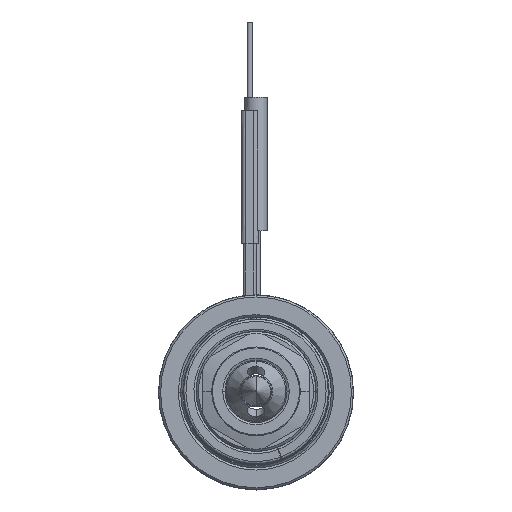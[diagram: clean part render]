
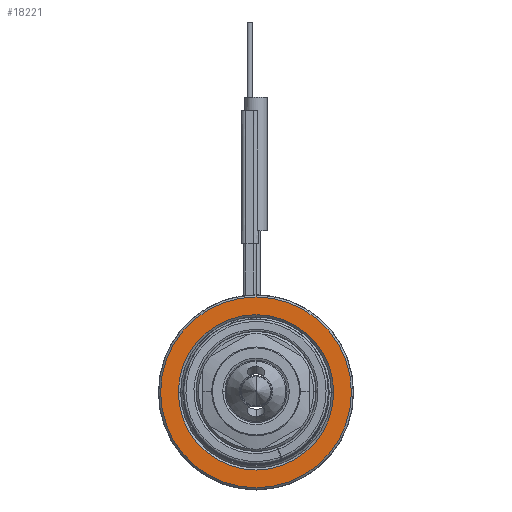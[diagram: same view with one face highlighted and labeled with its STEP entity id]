
A CAD part, top view. The second image highlights one B-rep face of the part: STEP entity #18221.
In plain terms, the highlighted planar face has unit normal (0, 0, 1).
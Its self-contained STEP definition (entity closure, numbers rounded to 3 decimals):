
#6856=CARTESIAN_POINT('',(0.,0.,40.));
#6857=DIRECTION('',(0.,0.,-1.));
#6858=DIRECTION('',(-1.,0.,0.));
#6859=AXIS2_PLACEMENT_3D('',#6856,#6857,#6858);
#6870=CARTESIAN_POINT('',(0.,0.,
40.));
#6871=DIRECTION('',(0.,0.,-1.));
#6872=DIRECTION('',(1.,0.,0.));
#6873=AXIS2_PLACEMENT_3D('',#6870,#6871,#6872);
#6884=CARTESIAN_POINT('',(0.,0.,
40.));
#6885=DIRECTION('',(0.,0.,-1.));
#6886=DIRECTION('',(1.,0.,0.));
#6887=AXIS2_PLACEMENT_3D('',#6884,#6885,#6886);
#6898=CARTESIAN_POINT('',(0.,0.,
40.));
#6899=DIRECTION('',(0.,0.,-1.));
#6900=DIRECTION('',(-1.,0.,0.));
#6901=AXIS2_PLACEMENT_3D('',#6898,#6899,#6900);
#7108=CARTESIAN_POINT('',(21.5,0.,40.));
#7109=CARTESIAN_POINT('',(-21.5,0.,40.));
#7110=VERTEX_POINT('',#7108);
#7111=VERTEX_POINT('',#7109);
#7112=CARTESIAN_POINT('',(17.5,0.,40.));
#7113=CARTESIAN_POINT('',(-17.5,0.,40.));
#7114=VERTEX_POINT('',#7112);
#7115=VERTEX_POINT('',#7113);
#18206=CARTESIAN_POINT('',(0.,0.,40.));
#18207=DIRECTION('',(0.,0.,1.));
#18208=DIRECTION('',(-1.,0.,0.));
#18209=AXIS2_PLACEMENT_3D('',#18206,#18207,#18208);
#18210=PLANE('',#18209);
#18211=ORIENTED_EDGE('',*,*,#18188,.T.);
#18212=ORIENTED_EDGE('',*,*,#18173,.T.);
#18213=EDGE_LOOP('',(#18211,#18212));
#18214=FACE_OUTER_BOUND('',#18213,.F.);
#18216=ORIENTED_EDGE('',*,*,#18215,.F.);
#18218=ORIENTED_EDGE('',*,*,#18217,.F.);
#18219=EDGE_LOOP('',(#18216,#18218));
#18220=FACE_BOUND('',#18219,.F.);
#6860=CIRCLE('',#6859,21.5);
#6874=CIRCLE('',#6873,21.5);
#6888=CIRCLE('',#6887,17.5);
#6902=CIRCLE('',#6901,17.5);
#18173=EDGE_CURVE('',#7111,#7110,#6860,.T.);
#18188=EDGE_CURVE('',#7110,#7111,#6874,.T.);
#18215=EDGE_CURVE('',#7114,#7115,#6888,.T.);
#18217=EDGE_CURVE('',#7115,#7114,#6902,.T.);
#18221=ADVANCED_FACE('',(#18214,#18220),#18210,.T.);
